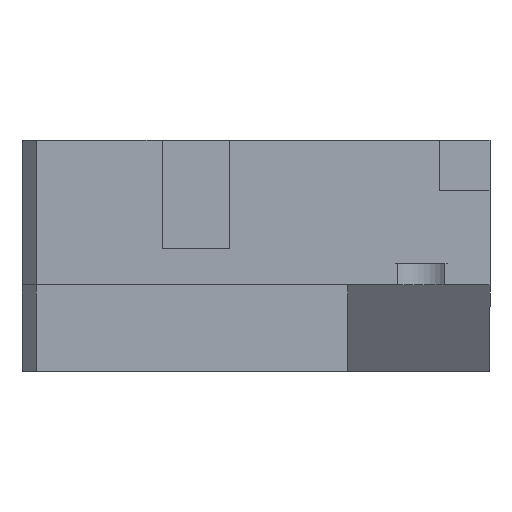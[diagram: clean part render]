
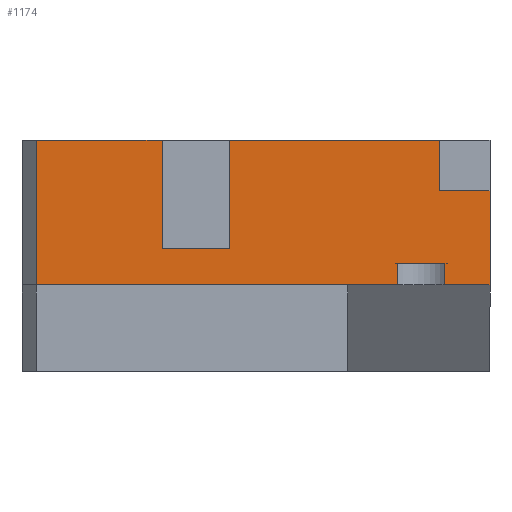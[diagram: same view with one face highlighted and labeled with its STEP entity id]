
A CAD part, front view. The second image highlights one B-rep face of the part: STEP entity #1174.
In plain terms, the highlighted planar face has unit normal (0, -1, 0).
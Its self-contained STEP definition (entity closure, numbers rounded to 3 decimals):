
#19=LINE('',#1689,#144);
#20=LINE('',#1693,#145);
#21=LINE('',#1696,#146);
#23=LINE('',#1705,#148);
#31=LINE('',#1720,#156);
#32=LINE('',#1734,#157);
#36=LINE('',#1742,#161);
#57=LINE('',#1788,#182);
#65=LINE('',#1803,#190);
#66=LINE('',#1807,#191);
#83=LINE('',#1841,#208);
#87=LINE('',#1848,#212);
#89=LINE('',#1851,#214);
#91=LINE('',#1854,#216);
#144=VECTOR('',#1368,10.);
#145=VECTOR('',#1371,10.);
#146=VECTOR('',#1376,10.);
#148=VECTOR('',#1386,10.);
#156=VECTOR('',#1394,10.);
#157=VECTOR('',#1407,10.);
#161=VECTOR('',#1413,10.);
#182=VECTOR('',#1442,10.);
#190=VECTOR('',#1450,10.);
#191=VECTOR('',#1455,10.);
#208=VECTOR('',#1482,10.);
#212=VECTOR('',#1488,10.);
#214=VECTOR('',#1492,10.);
#216=VECTOR('',#1496,10.);
#338=FACE_OUTER_BOUND('',#410,.T.);
#410=EDGE_LOOP('',(#915,#916,#917,#918,#919,#920,#921,#922,#923,#924,#925,
#926,#927,#928));
#515=VERTEX_POINT('',#1687);
#516=VERTEX_POINT('',#1688);
#517=VERTEX_POINT('',#1690);
#518=VERTEX_POINT('',#1692);
#521=VERTEX_POINT('',#1704);
#528=VERTEX_POINT('',#1718);
#534=VERTEX_POINT('',#1732);
#535=VERTEX_POINT('',#1733);
#538=VERTEX_POINT('',#1741);
#558=VERTEX_POINT('',#1785);
#559=VERTEX_POINT('',#1787);
#566=VERTEX_POINT('',#1801);
#578=VERTEX_POINT('',#1839);
#579=VERTEX_POINT('',#1840);
#629=EDGE_CURVE('',#515,#516,#19,.T.);
#631=EDGE_CURVE('',#518,#517,#20,.T.);
#633=EDGE_CURVE('',#517,#515,#21,.T.);
#637=EDGE_CURVE('',#521,#518,#23,.T.);
#645=EDGE_CURVE('',#516,#528,#31,.T.);
#651=EDGE_CURVE('',#534,#535,#32,.T.);
#655=EDGE_CURVE('',#538,#534,#36,.T.);
#678=EDGE_CURVE('',#559,#558,#57,.T.);
#686=EDGE_CURVE('',#535,#566,#65,.T.);
#688=EDGE_CURVE('',#528,#538,#66,.T.);
#705=EDGE_CURVE('',#578,#579,#83,.T.);
#709=EDGE_CURVE('',#579,#559,#87,.T.);
#711=EDGE_CURVE('',#566,#578,#89,.T.);
#713=EDGE_CURVE('',#521,#558,#91,.T.);
#915=ORIENTED_EDGE('',*,*,#629,.T.);
#916=ORIENTED_EDGE('',*,*,#645,.T.);
#917=ORIENTED_EDGE('',*,*,#688,.T.);
#918=ORIENTED_EDGE('',*,*,#655,.T.);
#919=ORIENTED_EDGE('',*,*,#651,.T.);
#920=ORIENTED_EDGE('',*,*,#686,.T.);
#921=ORIENTED_EDGE('',*,*,#711,.T.);
#922=ORIENTED_EDGE('',*,*,#705,.T.);
#923=ORIENTED_EDGE('',*,*,#709,.T.);
#924=ORIENTED_EDGE('',*,*,#678,.T.);
#925=ORIENTED_EDGE('',*,*,#713,.F.);
#926=ORIENTED_EDGE('',*,*,#637,.T.);
#927=ORIENTED_EDGE('',*,*,#631,.T.);
#928=ORIENTED_EDGE('',*,*,#633,.T.);
#1128=PLANE('',#1274);
#1174=ADVANCED_FACE('',(#338),#1128,.T.);
#1274=AXIS2_PLACEMENT_3D('',#1853,#1494,#1495);
#1368=DIRECTION('',(0.,0.,-1.));
#1371=DIRECTION('',(0.,0.,1.));
#1376=DIRECTION('',(1.,0.,0.));
#1386=DIRECTION('',(1.,0.,0.));
#1394=DIRECTION('',(1.,0.,0.));
#1407=DIRECTION('',(0.,0.,1.));
#1413=DIRECTION('',(-1.,0.,0.));
#1442=DIRECTION('',(-1.,0.,0.));
#1450=DIRECTION('',(-1.,0.,0.));
#1455=DIRECTION('',(0.,0.,1.));
#1482=DIRECTION('',(-1.,0.,0.));
#1488=DIRECTION('',(0.,0.,1.));
#1492=DIRECTION('',(0.,0.,-1.));
#1494=DIRECTION('center_axis',(0.,-1.,0.));
#1495=DIRECTION('ref_axis',(0.,0.,-1.));
#1496=DIRECTION('',(0.,0.,1.));
#1687=CARTESIAN_POINT('',(-6.238,58.,1.));
#1688=CARTESIAN_POINT('',(-6.238,58.,-2.));
#1689=CARTESIAN_POINT('',(-6.238,58.,-6.5));
#1690=CARTESIAN_POINT('',(-12.762,58.,1.));
#1692=CARTESIAN_POINT('',(-12.762,58.,-2.));
#1693=CARTESIAN_POINT('',(-12.762,58.,-6.5));
#1696=CARTESIAN_POINT('',(-20.925,58.,1.));
#1704=CARTESIAN_POINT('',(-62.7,58.,-2.));
#1705=CARTESIAN_POINT('',(-64.7,58.,-2.));
#1718=CARTESIAN_POINT('',(0.,58.,-2.));
#1720=CARTESIAN_POINT('',(-64.7,58.,-2.));
#1732=CARTESIAN_POINT('',(-7.,58.,11.));
#1733=CARTESIAN_POINT('',(-7.,58.,18.));
#1734=CARTESIAN_POINT('',(-7.,58.,6.5));
#1741=CARTESIAN_POINT('',(0.,58.,11.));
#1742=CARTESIAN_POINT('',(-16.175,58.,11.));
#1785=CARTESIAN_POINT('',(-62.7,58.,18.));
#1787=CARTESIAN_POINT('',(-45.335,58.,18.));
#1788=CARTESIAN_POINT('',(-19.7,58.,18.));
#1801=CARTESIAN_POINT('',(-36.065,58.,18.));
#1803=CARTESIAN_POINT('',(-19.7,58.,18.));
#1807=CARTESIAN_POINT('',(0.,58.,-14.));
#1839=CARTESIAN_POINT('',(-36.065,58.,3.));
#1840=CARTESIAN_POINT('',(-45.335,58.,3.));
#1841=CARTESIAN_POINT('',(-36.525,58.,3.));
#1848=CARTESIAN_POINT('',(-45.335,58.,10.));
#1851=CARTESIAN_POINT('',(-36.065,58.,10.));
#1853=CARTESIAN_POINT('Origin',(-32.35,58.,2.));
#1854=CARTESIAN_POINT('',(-62.7,58.,2.));
